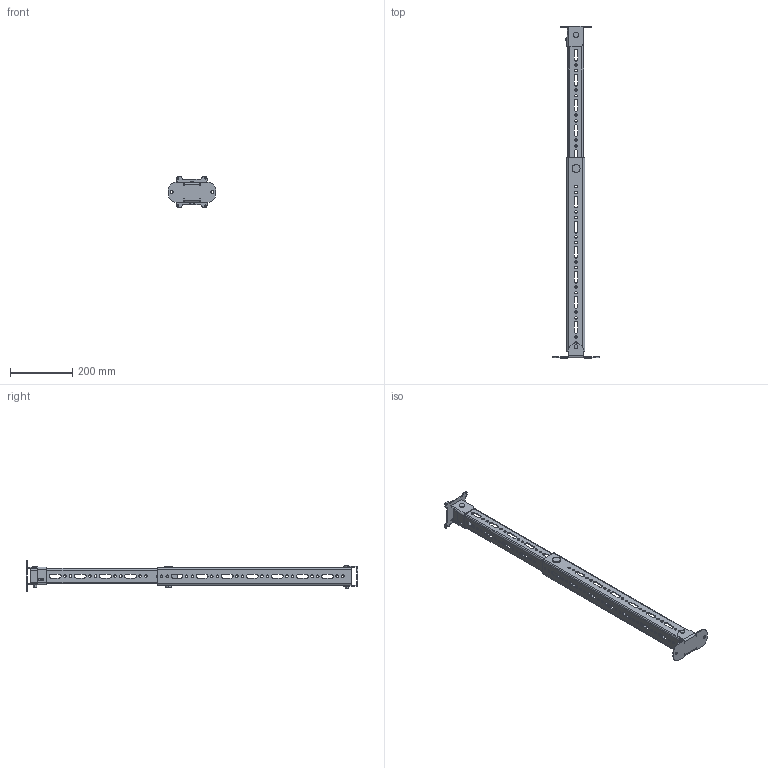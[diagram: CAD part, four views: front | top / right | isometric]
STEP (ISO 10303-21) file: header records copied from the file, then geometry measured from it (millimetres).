
FILE_DESCRIPTION (( 'STEP AP214' ), '1' );
FILE_NAME ('assembly rev 1.STEP', '2026-01-29T18:14:03', ( 'FBC' ), ( '' ), 'SwSTEP 2.0', 'SolidWorks 2022', '' );
FILE_SCHEMA (( 'AUTOMOTIVE_DESIGN' ));
Length unit declared in the file: millimetre
Products named in the file (4): eBom-FreeParts; assembly rev 1; assembly.dwg; sheet metal base.dwg.dwg.dwg
Assembly tree (3 placements, depth 3):
  assembly rev 1
    assembly.dwg
      eBom-FreeParts
      sheet metal base.dwg.dwg.dwg
Bounding box: 152.4 x 1066.94 x 97.83 mm (x, y, z)
Volume: 629366.7 mm3; surface area: 418971.8 mm2
Topology: 12 solids, 12 shells, 575 faces, 1604 edges, 1054 vertices
Faces by surface type: cylinder 388, plane 185, bspline 2
Entity records: 20946 total; most frequent: CARTESIAN_POINT 3608, DIRECTION 3526, ORIENTED_EDGE 3208, EDGE_CURVE 1604, AXIS2_PLACEMENT_3D 1348, VERTEX_POINT 1054, LINE 830, VECTOR 830
